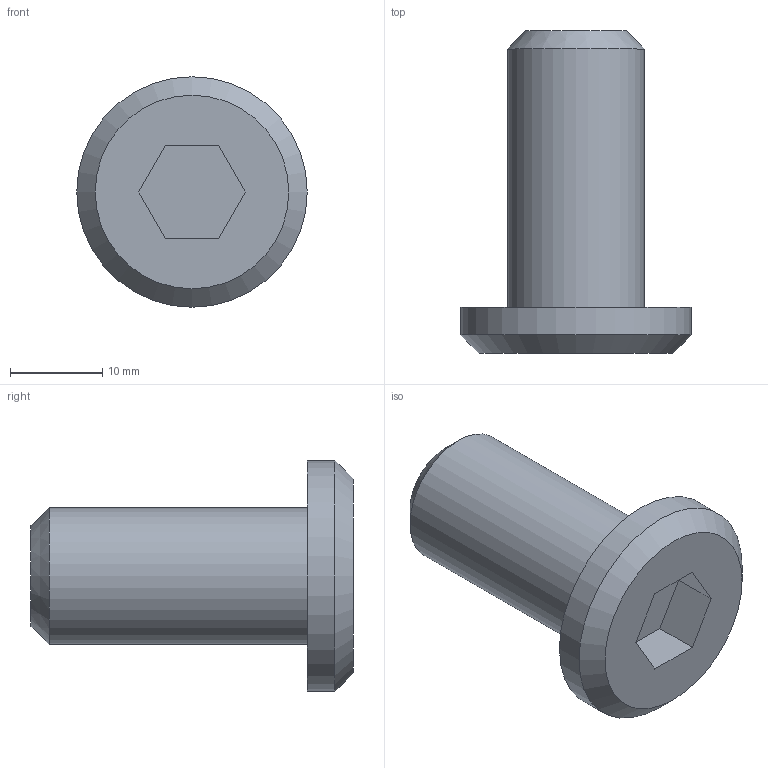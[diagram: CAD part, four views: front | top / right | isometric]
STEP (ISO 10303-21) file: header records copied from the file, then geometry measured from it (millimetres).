
FILE_DESCRIPTION(/* description */ (''),/* implementation_level */ '2;1');
FILE_NAME(/* name */ 'Fastener.step',/* time_stamp */ '2026-01-17T14:34:37-06:00',/* author */ (''),/* organization */ (''),/* preprocessor_version */ 'ST-DEVELOPER v20.1',/* originating_system */ 'Autodesk Translation Framework v14.21.0.0',/* authorisation */ '');
FILE_SCHEMA (('AUTOMOTIVE_DESIGN { 1 0 10303 214 3 1 1 }'));
Length unit declared in the file: millimetre
Products named in the file (1): 2026-01-17-13-36-38-479
Bounding box: 25 x 35 x 25 mm (x, y, z)
Volume: 6983.7 mm3; surface area: 2790.1 mm2
Topology: 1 solids, 1 shells, 14 faces, 28 edges, 18 vertices
Faces by surface type: plane 10, cone 2, cylinder 2
Full cylindrical faces by diameter (mm): 14.85 x1, 25 x1
Entity records: 395 total; most frequent: DIRECTION 64, CARTESIAN_POINT 61, ORIENTED_EDGE 56, EDGE_CURVE 28, LINE 22, VECTOR 22, AXIS2_PLACEMENT_3D 21, VERTEX_POINT 18
